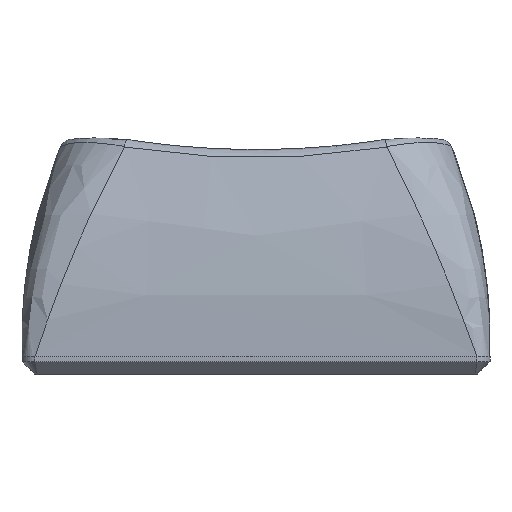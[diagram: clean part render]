
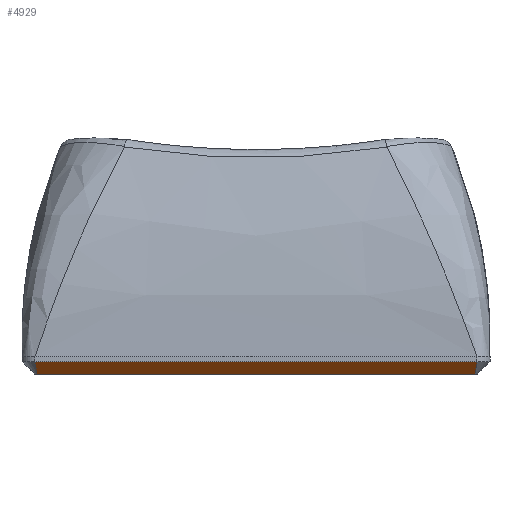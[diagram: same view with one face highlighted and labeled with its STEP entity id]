
A CAD part, front view. The second image highlights one B-rep face of the part: STEP entity #4929.
In plain terms, the highlighted planar face has unit normal (0, -0.707, -0.707).
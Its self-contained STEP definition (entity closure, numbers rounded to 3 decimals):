
#720 = PLANE('',#721);
#721 = AXIS2_PLACEMENT_3D('',#722,#723,#724);
#722 = CARTESIAN_POINT('',(-8.5,-9.,0.672));
#723 = DIRECTION('',(0.,-1.,0.));
#724 = DIRECTION('',(1.,0.,0.));
#1973 = VERTEX_POINT('',#1974);
#1974 = CARTESIAN_POINT('',(-8.5,-9.,0.48));
#2000 = EDGE_CURVE('',#1973,#2001,#2003,.T.);
#2001 = VERTEX_POINT('',#2002);
#2002 = CARTESIAN_POINT('',(8.5,-9.,0.48));
#2003 = SURFACE_CURVE('',#2004,(#2008,#2015),.PCURVE_S1.);
#2004 = LINE('',#2005,#2006);
#2005 = CARTESIAN_POINT('',(-8.5,-9.,0.48));
#2006 = VECTOR('',#2007,1.);
#2007 = DIRECTION('',(1.,0.,0.));
#2008 = PCURVE('',#720,#2009);
#2009 = DEFINITIONAL_REPRESENTATION('',(#2010),#2014);
#2010 = LINE('',#2011,#2012);
#2011 = CARTESIAN_POINT('',(0.,-0.192));
#2012 = VECTOR('',#2013,1.);
#2013 = DIRECTION('',(1.,0.));
#2014 = ( GEOMETRIC_REPRESENTATION_CONTEXT(2) 
PARAMETRIC_REPRESENTATION_CONTEXT() REPRESENTATION_CONTEXT('2D SPACE',''
  ) );
#2015 = PCURVE('',#2016,#2021);
#2016 = PLANE('',#2017);
#2017 = AXIS2_PLACEMENT_3D('',#2018,#2019,#2020);
#2018 = CARTESIAN_POINT('',(-8.5,-8.76,0.24));
#2019 = DIRECTION('',(0.,0.707,0.707)
  );
#2020 = DIRECTION('',(1.,0.,0.));
#2021 = DEFINITIONAL_REPRESENTATION('',(#2022),#2026);
#2022 = LINE('',#2023,#2024);
#2023 = CARTESIAN_POINT('',(0.,-0.339));
#2024 = VECTOR('',#2025,1.);
#2025 = DIRECTION('',(1.,0.));
#2026 = ( GEOMETRIC_REPRESENTATION_CONTEXT(2) 
PARAMETRIC_REPRESENTATION_CONTEXT() REPRESENTATION_CONTEXT('2D SPACE',''
  ) );
#3188 = CONICAL_SURFACE('',#3189,0.7,0.785);
#3189 = AXIS2_PLACEMENT_3D('',#3190,#3191,#3192);
#3190 = CARTESIAN_POINT('',(8.323,-8.323,0.48));
#3191 = DIRECTION('',(-0.,-0.,1.));
#3192 = DIRECTION('',(0.967,-0.253,0.));
#4929 = ADVANCED_FACE('',(#4930),#2016,.F.);
#4930 = FACE_BOUND('',#4931,.F.);
#4931 = EDGE_LOOP('',(#4932,#4967,#4968,#4998));
#4932 = ORIENTED_EDGE('',*,*,#4933,.F.);
#4933 = EDGE_CURVE('',#1973,#4934,#4936,.T.);
#4934 = VERTEX_POINT('',#4935);
#4935 = CARTESIAN_POINT('',(-8.42,-8.52,0.));
#4936 = SURFACE_CURVE('',#4937,(#4942,#4949),.PCURVE_S1.);
#4937 = PARABOLA('',#4938,0.008);
#4938 = AXIS2_PLACEMENT_3D('',#4939,#4940,#4941);
#4939 = CARTESIAN_POINT('',(-8.323,-8.311,
    -0.209));
#4940 = DIRECTION('',(0.,0.707,0.707)
  );
#4941 = DIRECTION('',(0.,-0.707,0.707)
  );
#4942 = PCURVE('',#2016,#4943);
#4943 = DEFINITIONAL_REPRESENTATION('',(#4944),#4948);
#4944 = B_SPLINE_CURVE_WITH_KNOTS('',2,(#4945,#4946,#4947),
  .UNSPECIFIED.,.F.,.F.,(3,3),(-0.177,-0.098),
  .PIECEWISE_BEZIER_KNOTS.);
#4945 = CARTESIAN_POINT('',(0.,-0.339));
#4946 = CARTESIAN_POINT('',(0.04,0.098));
#4947 = CARTESIAN_POINT('',(0.08,0.339));
#4948 = ( GEOMETRIC_REPRESENTATION_CONTEXT(2) 
PARAMETRIC_REPRESENTATION_CONTEXT() REPRESENTATION_CONTEXT('2D SPACE',''
  ) );
#4949 = PCURVE('',#4950,#4955);
#4950 = CONICAL_SURFACE('',#4951,0.7,0.785);
#4951 = AXIS2_PLACEMENT_3D('',#4952,#4953,#4954);
#4952 = CARTESIAN_POINT('',(-8.323,-8.323,0.48));
#4953 = DIRECTION('',(-0.,-0.,1.));
#4954 = DIRECTION('',(-0.253,-0.967,-0.));
#4955 = DEFINITIONAL_REPRESENTATION('',(#4956),#4966);
#4956 = B_SPLINE_CURVE_WITH_KNOTS('',8,(#4957,#4958,#4959,#4960,#4961,
    #4962,#4963,#4964,#4965),.UNSPECIFIED.,.F.,.F.,(9,9),(
    -0.177,-0.098),.PIECEWISE_BEZIER_KNOTS.);
#4957 = CARTESIAN_POINT('',(0.,0.));
#4958 = CARTESIAN_POINT('',(-0.014,-0.077));
#4959 = CARTESIAN_POINT('',(-0.03,-0.15));
#4960 = CARTESIAN_POINT('',(-0.048,-0.217));
#4961 = CARTESIAN_POINT('',(-0.069,-0.28));
#4962 = CARTESIAN_POINT('',(-0.094,-0.337));
#4963 = CARTESIAN_POINT('',(-0.123,-0.39));
#4964 = CARTESIAN_POINT('',(-0.158,-0.437));
#4965 = CARTESIAN_POINT('',(-0.203,-0.48));
#4966 = ( GEOMETRIC_REPRESENTATION_CONTEXT(2) 
PARAMETRIC_REPRESENTATION_CONTEXT() REPRESENTATION_CONTEXT('2D SPACE',''
  ) );
#4967 = ORIENTED_EDGE('',*,*,#2000,.T.);
#4968 = ORIENTED_EDGE('',*,*,#4969,.T.);
#4969 = EDGE_CURVE('',#2001,#4970,#4972,.T.);
#4970 = VERTEX_POINT('',#4971);
#4971 = CARTESIAN_POINT('',(8.42,-8.52,0.));
#4972 = SURFACE_CURVE('',#4973,(#4978,#4985),.PCURVE_S1.);
#4973 = PARABOLA('',#4974,0.008);
#4974 = AXIS2_PLACEMENT_3D('',#4975,#4976,#4977);
#4975 = CARTESIAN_POINT('',(8.323,-8.311,
    -0.209));
#4976 = DIRECTION('',(0.,-0.707,-0.707
    ));
#4977 = DIRECTION('',(0.,-0.707,0.707)
  );
#4978 = PCURVE('',#2016,#4979);
#4979 = DEFINITIONAL_REPRESENTATION('',(#4980),#4984);
#4980 = B_SPLINE_CURVE_WITH_KNOTS('',2,(#4981,#4982,#4983),
  .UNSPECIFIED.,.F.,.F.,(3,3),(-0.177,-0.098),
  .PIECEWISE_BEZIER_KNOTS.);
#4981 = CARTESIAN_POINT('',(17.,-0.339));
#4982 = CARTESIAN_POINT('',(16.96,0.098));
#4983 = CARTESIAN_POINT('',(16.92,0.339));
#4984 = ( GEOMETRIC_REPRESENTATION_CONTEXT(2) 
PARAMETRIC_REPRESENTATION_CONTEXT() REPRESENTATION_CONTEXT('2D SPACE',''
  ) );
#4985 = PCURVE('',#3188,#4986);
#4986 = DEFINITIONAL_REPRESENTATION('',(#4987),#4997);
#4987 = B_SPLINE_CURVE_WITH_KNOTS('',8,(#4988,#4989,#4990,#4991,#4992,
    #4993,#4994,#4995,#4996),.UNSPECIFIED.,.F.,.F.,(9,9),(
    -0.177,-0.098),.PIECEWISE_BEZIER_KNOTS.);
#4988 = CARTESIAN_POINT('',(-1.059,0.));
#4989 = CARTESIAN_POINT('',(-1.045,-0.077));
#4990 = CARTESIAN_POINT('',(-1.029,-0.15));
#4991 = CARTESIAN_POINT('',(-1.01,-0.217));
#4992 = CARTESIAN_POINT('',(-0.99,-0.28));
#4993 = CARTESIAN_POINT('',(-0.965,-0.337));
#4994 = CARTESIAN_POINT('',(-0.936,-0.39));
#4995 = CARTESIAN_POINT('',(-0.901,-0.437));
#4996 = CARTESIAN_POINT('',(-0.856,-0.48));
#4997 = ( GEOMETRIC_REPRESENTATION_CONTEXT(2) 
PARAMETRIC_REPRESENTATION_CONTEXT() REPRESENTATION_CONTEXT('2D SPACE',''
  ) );
#4998 = ORIENTED_EDGE('',*,*,#4999,.F.);
#4999 = EDGE_CURVE('',#4934,#4970,#5000,.T.);
#5000 = SURFACE_CURVE('',#5001,(#5005,#5012),.PCURVE_S1.);
#5001 = LINE('',#5002,#5003);
#5002 = CARTESIAN_POINT('',(-8.5,-8.52,0.));
#5003 = VECTOR('',#5004,1.);
#5004 = DIRECTION('',(1.,0.,0.));
#5005 = PCURVE('',#2016,#5006);
#5006 = DEFINITIONAL_REPRESENTATION('',(#5007),#5011);
#5007 = LINE('',#5008,#5009);
#5008 = CARTESIAN_POINT('',(0.,0.339));
#5009 = VECTOR('',#5010,1.);
#5010 = DIRECTION('',(1.,0.));
#5011 = ( GEOMETRIC_REPRESENTATION_CONTEXT(2) 
PARAMETRIC_REPRESENTATION_CONTEXT() REPRESENTATION_CONTEXT('2D SPACE',''
  ) );
#5012 = PCURVE('',#5013,#5018);
#5013 = PLANE('',#5014);
#5014 = AXIS2_PLACEMENT_3D('',#5015,#5016,#5017);
#5015 = CARTESIAN_POINT('',(8.5,9.,0.));
#5016 = DIRECTION('',(0.,0.,-1.));
#5017 = DIRECTION('',(-1.,0.,0.));
#5018 = DEFINITIONAL_REPRESENTATION('',(#5019),#5023);
#5019 = LINE('',#5020,#5021);
#5020 = CARTESIAN_POINT('',(17.,-17.52));
#5021 = VECTOR('',#5022,1.);
#5022 = DIRECTION('',(-1.,0.));
#5023 = ( GEOMETRIC_REPRESENTATION_CONTEXT(2) 
PARAMETRIC_REPRESENTATION_CONTEXT() REPRESENTATION_CONTEXT('2D SPACE',''
  ) );
